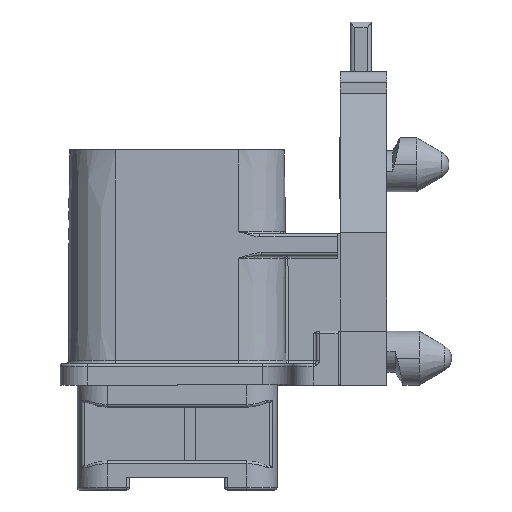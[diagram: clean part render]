
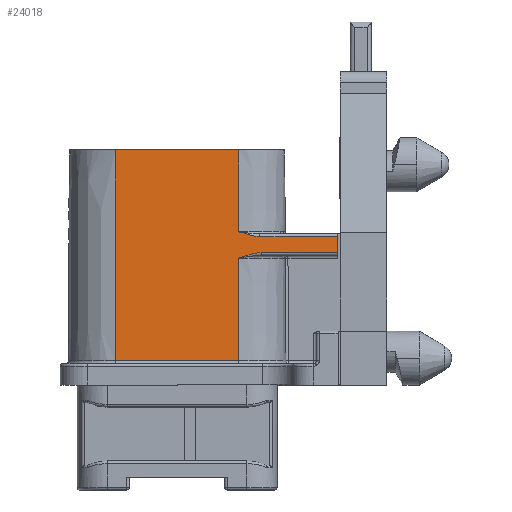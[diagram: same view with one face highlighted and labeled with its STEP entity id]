
A CAD part, front view. The second image highlights one B-rep face of the part: STEP entity #24018.
In plain terms, the highlighted planar face has unit normal (0, -1, 0.004).
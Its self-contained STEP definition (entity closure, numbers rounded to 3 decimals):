
#15=DIRECTION('',(1.,0.,0.));
#16=VECTOR('',#15,11.4);
#17=CARTESIAN_POINT('',(-5.7,-8.914,17.67));
#18=LINE('',#17,#16);
#1778=DIRECTION('',(0.,-0.004,-1.));
#1779=VECTOR('',#1778,19.521);
#1780=CARTESIAN_POINT('',(-5.7,-8.914,17.67));
#1781=LINE('',#1780,#1779);
#1792=DIRECTION('',(1.,0.,0.));
#1793=VECTOR('',#1792,7.193);
#1794=CARTESIAN_POINT('',(7.657,-8.949,9.651));
#1795=LINE('',#1794,#1793);
#1796=DIRECTION('',(0.,0.004,1.));
#1797=VECTOR('',#1796,1.501);
#1798=CARTESIAN_POINT('',(14.85,-8.955,8.15));
#1799=LINE('',#1798,#1797);
#1800=DIRECTION('',(1.,0.,0.));
#1801=VECTOR('',#1800,7.07);
#1802=CARTESIAN_POINT('',(7.78,-8.955,8.151));
#1803=LINE('',#1802,#1801);
#1804=CARTESIAN_POINT('',(7.78,-8.955,8.151));
#1805=CARTESIAN_POINT('',(7.729,-8.955,8.151));
#1806=CARTESIAN_POINT('',(7.621,-8.955,8.148));
#1807=CARTESIAN_POINT('',(7.438,-8.955,8.131));
#1808=CARTESIAN_POINT('',(7.232,-8.955,8.101));
#1809=CARTESIAN_POINT('',(6.999,-8.956,8.054));
#1810=CARTESIAN_POINT('',(6.738,-8.956,7.989));
#1811=CARTESIAN_POINT('',(6.545,-8.956,7.932));
#1812=CARTESIAN_POINT('',(6.443,-8.956,7.9));
#1814=DIRECTION('',(1.,0.,0.));
#1815=VECTOR('',#1814,11.4);
#1816=CARTESIAN_POINT('',(-5.7,-8.999,
-1.851));
#1817=LINE('',#1816,#1815);
#1818=DIRECTION('',(0.,-0.004,-1.));
#1819=VECTOR('',#1818,7.571);
#1820=CARTESIAN_POINT('',(5.7,-8.914,17.67));
#1821=LINE('',#1820,#1819);
#1822=CARTESIAN_POINT('',(5.7,-8.947,10.099));
#1823=CARTESIAN_POINT('',(5.817,-8.947,10.06));
#1824=CARTESIAN_POINT('',(6.041,-8.947,9.986));
#1825=CARTESIAN_POINT('',(6.351,-8.948,9.888));
#1826=CARTESIAN_POINT('',(6.634,-8.948,9.807));
#1827=CARTESIAN_POINT('',(6.888,-8.948,9.745));
#1828=CARTESIAN_POINT('',(7.116,-8.949,9.7));
#1829=CARTESIAN_POINT('',(7.32,-8.949,9.67));
#1830=CARTESIAN_POINT('',(7.5,-8.949,9.654));
#1831=CARTESIAN_POINT('',(7.607,-8.949,9.651));
#1832=CARTESIAN_POINT('',(7.657,-8.949,9.651));
#1963=DIRECTION('',(0.,0.004,1.));
#1964=VECTOR('',#1963,9.5);
#1965=CARTESIAN_POINT('',(5.7,-8.999,
-1.851));
#1966=LINE('',#1965,#1964);
#1972=CARTESIAN_POINT('',(5.7,-8.957,7.649));
#1979=CARTESIAN_POINT('',(6.443,-8.956,7.9));
#1980=CARTESIAN_POINT('',(6.412,-8.956,7.89));
#1981=CARTESIAN_POINT('',(6.35,-8.956,7.871));
#1982=CARTESIAN_POINT('',(6.257,-8.957,7.841));
#1983=CARTESIAN_POINT('',(6.164,-8.957,7.81));
#1984=CARTESIAN_POINT('',(6.072,-8.957,7.778));
#1985=CARTESIAN_POINT('',(5.98,-8.957,7.747));
#1986=CARTESIAN_POINT('',(5.888,-8.957,7.715));
#1987=CARTESIAN_POINT('',(5.795,-8.957,7.682));
#1988=CARTESIAN_POINT('',(5.732,-8.957,7.66));
#1989=CARTESIAN_POINT('',(5.7,-8.957,7.649));
#2010=CARTESIAN_POINT('',(14.85,-8.955,8.149));
#12049=CARTESIAN_POINT('',(5.7,-8.947,10.099));
#21211=CARTESIAN_POINT('',(7.78,-8.955,
8.151));
#21213=VERTEX_POINT('',#21211);
#21214=VERTEX_POINT('',#1972);
#21392=CARTESIAN_POINT('',(-5.7,-8.914,17.67));
#21393=CARTESIAN_POINT('',(5.7,-8.914,17.67));
#21394=VERTEX_POINT('',#21392);
#21395=VERTEX_POINT('',#21393);
#21505=CARTESIAN_POINT('',(5.7,-8.999,-1.851));
#21507=VERTEX_POINT('',#21505);
#21511=CARTESIAN_POINT('',(-5.7,-8.999,
-1.851));
#21512=VERTEX_POINT('',#21511);
#21554=VERTEX_POINT('',#1812);
#21555=VERTEX_POINT('',#12049);
#21557=VERTEX_POINT('',#1832);
#21652=VERTEX_POINT('',#2010);
#21653=CARTESIAN_POINT('',(14.85,-8.949,9.651));
#21654=VERTEX_POINT('',#21653);
#23992=CARTESIAN_POINT('',(-5.7,-9.,-2.1));
#23993=DIRECTION('',(0.,-1.,0.004));
#23994=DIRECTION('',(1.,0.,0.));
#23995=AXIS2_PLACEMENT_3D('',#23992,#23993,#23994);
#23996=PLANE('',#23995);
#23998=ORIENTED_EDGE('',*,*,#23997,.T.);
#24000=ORIENTED_EDGE('',*,*,#23999,.F.);
#24002=ORIENTED_EDGE('',*,*,#24001,.F.);
#24004=ORIENTED_EDGE('',*,*,#24003,.T.);
#24006=ORIENTED_EDGE('',*,*,#24005,.T.);
#24008=ORIENTED_EDGE('',*,*,#24007,.F.);
#24009=ORIENTED_EDGE('',*,*,#23985,.F.);
#24010=ORIENTED_EDGE('',*,*,#23960,.F.);
#24011=ORIENTED_EDGE('',*,*,#22193,.T.);
#24013=ORIENTED_EDGE('',*,*,#24012,.T.);
#24015=ORIENTED_EDGE('',*,*,#24014,.T.);
#24016=EDGE_LOOP('',(#23998,#24000,#24002,#24004,#24006,#24008,#24009,#24010,
#24011,#24013,#24015));
#24017=FACE_OUTER_BOUND('',#24016,.F.);
#24018=ADVANCED_FACE('',(#24017),#23996,.T.);
#1813=B_SPLINE_CURVE_WITH_KNOTS('',3,(#1804,#1805,#1806,#1807,#1808,#1809,#1810,
#1811,#1812),.UNSPECIFIED.,.F.,.F.,(4,1,1,1,1,1,4),(0.,0.167,
0.333,0.5,0.667,0.833,1.),
.UNSPECIFIED.);
#1833=B_SPLINE_CURVE_WITH_KNOTS('',3,(#1822,#1823,#1824,#1825,#1826,#1827,#1828,
#1829,#1830,#1831,#1832),.UNSPECIFIED.,.F.,.F.,(4,1,1,1,1,1,1,1,4),(0.,
0.125,0.25,0.375,0.5,0.625,0.75,0.875,1.),.UNSPECIFIED.);
#1990=B_SPLINE_CURVE_WITH_KNOTS('',3,(#1979,#1980,#1981,#1982,#1983,#1984,#1985,
#1986,#1987,#1988,#1989),.UNSPECIFIED.,.F.,.F.,(4,1,1,1,1,1,1,1,4),(0.,
0.125,0.25,0.375,0.5,0.625,0.75,0.875,1.),.UNSPECIFIED.);
#22193=EDGE_CURVE('',#21394,#21395,#18,.T.);
#23960=EDGE_CURVE('',#21394,#21512,#1781,.T.);
#23985=EDGE_CURVE('',#21512,#21507,#1817,.T.);
#23997=EDGE_CURVE('',#21557,#21654,#1795,.T.);
#23999=EDGE_CURVE('',#21652,#21654,#1799,.T.);
#24001=EDGE_CURVE('',#21213,#21652,#1803,.T.);
#24003=EDGE_CURVE('',#21213,#21554,#1813,.T.);
#24005=EDGE_CURVE('',#21554,#21214,#1990,.T.);
#24007=EDGE_CURVE('',#21507,#21214,#1966,.T.);
#24012=EDGE_CURVE('',#21395,#21555,#1821,.T.);
#24014=EDGE_CURVE('',#21555,#21557,#1833,.T.);
